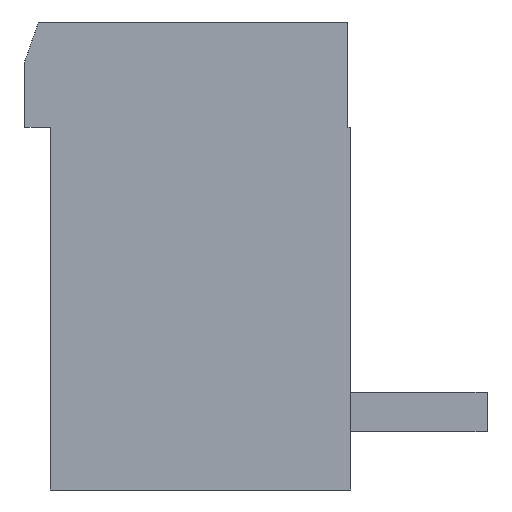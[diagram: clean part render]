
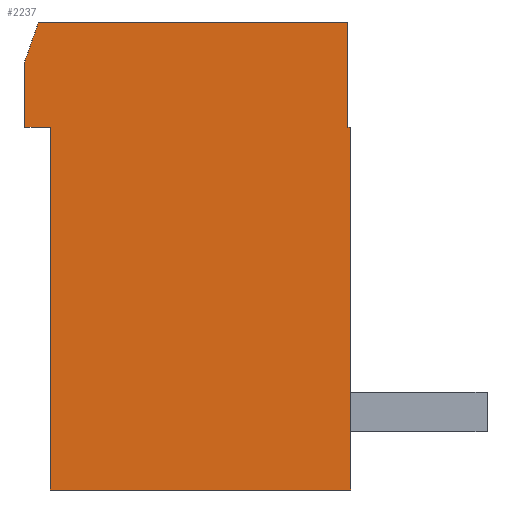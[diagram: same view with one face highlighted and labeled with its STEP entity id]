
A CAD part, left-side view. The second image highlights one B-rep face of the part: STEP entity #2237.
In plain terms, the highlighted planar face has unit normal (-1, 0, 0).
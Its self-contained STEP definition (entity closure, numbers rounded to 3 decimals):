
#72=DIRECTION('',(0.,0.,-1.));
#73=VECTOR('',#72,9.3);
#74=CARTESIAN_POINT('',(-13.5,-3.85,-2.7));
#75=LINE('',#74,#73);
#76=DIRECTION('',(0.,1.,0.));
#77=VECTOR('',#76,7.7);
#78=CARTESIAN_POINT('',(-13.5,-3.85,-12.));
#79=LINE('',#78,#77);
#80=DIRECTION('',(0.,0.,1.));
#81=VECTOR('',#80,9.3);
#82=CARTESIAN_POINT('',(-13.5,3.85,-12.));
#83=LINE('',#82,#81);
#84=DIRECTION('',(0.,1.,0.));
#85=VECTOR('',#84,0.65);
#86=CARTESIAN_POINT('',(-13.5,3.85,-2.7));
#87=LINE('',#86,#85);
#88=DIRECTION('',(0.,0.,1.));
#89=VECTOR('',#88,1.7);
#90=CARTESIAN_POINT('',(-13.5,4.5,-2.7));
#91=LINE('',#90,#89);
#92=DIRECTION('',(0.,-0.33,0.944));
#93=VECTOR('',#92,1.059);
#94=CARTESIAN_POINT('',(-13.5,4.5,-1.));
#95=LINE('',#94,#93);
#96=DIRECTION('',(0.,-1.,0.));
#97=VECTOR('',#96,7.93);
#98=CARTESIAN_POINT('',(-13.5,4.15,0.));
#99=LINE('',#98,#97);
#100=DIRECTION('',(0.,0.,-1.));
#101=VECTOR('',#100,2.7);
#102=CARTESIAN_POINT('',(-13.5,-3.78,0.));
#103=LINE('',#102,#101);
#104=DIRECTION('',(0.,-1.,0.));
#105=VECTOR('',#104,0.07);
#106=CARTESIAN_POINT('',(-13.5,-3.78,-2.7));
#107=LINE('',#106,#105);
#1692=CARTESIAN_POINT('',(-13.5,-3.85,-2.7));
#1693=CARTESIAN_POINT('',(-13.5,-3.85,-12.));
#1694=VERTEX_POINT('',#1692);
#1695=VERTEX_POINT('',#1693);
#1696=CARTESIAN_POINT('',(-13.5,3.85,-12.));
#1697=VERTEX_POINT('',#1696);
#1698=CARTESIAN_POINT('',(-13.5,3.85,-2.7));
#1699=VERTEX_POINT('',#1698);
#1700=CARTESIAN_POINT('',(-13.5,4.5,-2.7));
#1701=VERTEX_POINT('',#1700);
#1702=CARTESIAN_POINT('',(-13.5,4.5,-1.));
#1703=VERTEX_POINT('',#1702);
#1704=CARTESIAN_POINT('',(-13.5,4.15,0.));
#1705=VERTEX_POINT('',#1704);
#1706=CARTESIAN_POINT('',(-13.5,-3.78,0.));
#1707=VERTEX_POINT('',#1706);
#2128=CARTESIAN_POINT('',(-13.5,-3.78,-2.7));
#2129=VERTEX_POINT('',#2128);
#2212=CARTESIAN_POINT('',(-13.5,0.,0.));
#2213=DIRECTION('',(1.,0.,0.));
#2214=DIRECTION('',(0.,0.,-1.));
#2215=AXIS2_PLACEMENT_3D('',#2212,#2213,#2214);
#2216=PLANE('',#2215);
#2218=ORIENTED_EDGE('',*,*,#2217,.T.);
#2220=ORIENTED_EDGE('',*,*,#2219,.T.);
#2222=ORIENTED_EDGE('',*,*,#2221,.T.);
#2224=ORIENTED_EDGE('',*,*,#2223,.T.);
#2226=ORIENTED_EDGE('',*,*,#2225,.T.);
#2228=ORIENTED_EDGE('',*,*,#2227,.T.);
#2230=ORIENTED_EDGE('',*,*,#2229,.T.);
#2232=ORIENTED_EDGE('',*,*,#2231,.T.);
#2234=ORIENTED_EDGE('',*,*,#2233,.T.);
#2235=EDGE_LOOP('',(#2218,#2220,#2222,#2224,#2226,#2228,#2230,#2232,#2234));
#2236=FACE_OUTER_BOUND('',#2235,.F.);
#2237=ADVANCED_FACE('',(#2236),#2216,.F.);
#2217=EDGE_CURVE('',#1694,#1695,#75,.T.);
#2219=EDGE_CURVE('',#1695,#1697,#79,.T.);
#2221=EDGE_CURVE('',#1697,#1699,#83,.T.);
#2223=EDGE_CURVE('',#1699,#1701,#87,.T.);
#2225=EDGE_CURVE('',#1701,#1703,#91,.T.);
#2227=EDGE_CURVE('',#1703,#1705,#95,.T.);
#2229=EDGE_CURVE('',#1705,#1707,#99,.T.);
#2231=EDGE_CURVE('',#1707,#2129,#103,.T.);
#2233=EDGE_CURVE('',#2129,#1694,#107,.T.);
